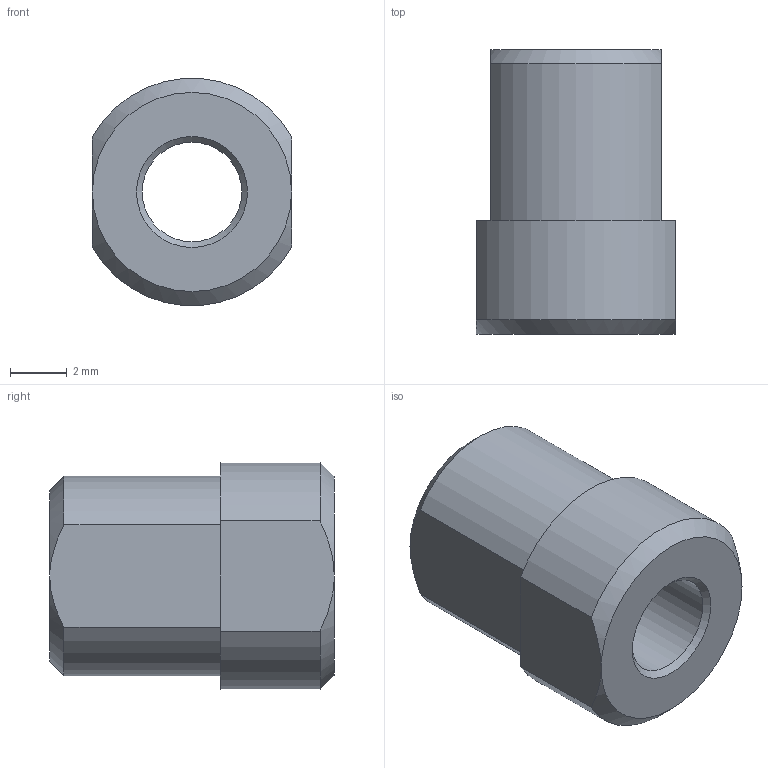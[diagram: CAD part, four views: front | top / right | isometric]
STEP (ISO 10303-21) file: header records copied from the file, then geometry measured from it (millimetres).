
FILE_DESCRIPTION(/* description */ (''),/* implementation_level */ '2;1');
FILE_NAME(/* name */ 'LTS五金件240824.stp',/* time_stamp */ '2024-08-24T17:54:24+08:00',/* author */ (''),/* organization */ (''),/* preprocessor_version */ 'ST-DEVELOPER v16',/* originating_system */ 'SIEMENS PLM Software NX 10.0',/* authorisation */ '');
FILE_SCHEMA (('AUTOMOTIVE_DESIGN { 1 0 10303 214 3 1 1 1 }'));
Length unit declared in the file: millimetre
Products named in the file (1): Admi33DCFB6Ep7vx
Bounding box: 7 x 10 x 7.97 mm (x, y, z)
Volume: 300.2 mm3; surface area: 404.1 mm2
Topology: 1 solids, 1 shells, 20 faces, 43 edges, 27 vertices
Faces by surface type: plane 8, cylinder 6, cone 6
Full cylindrical faces by diameter (mm): 3.5 x1, 4 x1
Entity records: 572 total; most frequent: CARTESIAN_POINT 121, DIRECTION 90, ORIENTED_EDGE 76, AXIS2_PLACEMENT_3D 39, EDGE_CURVE 38, EDGE_LOOP 28, VERTEX_POINT 26, ADVANCED_FACE 20
